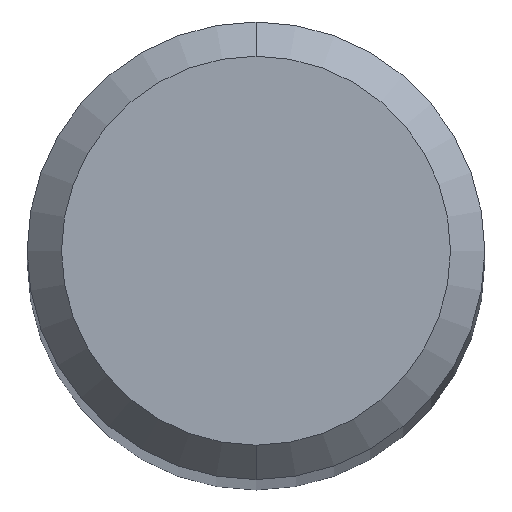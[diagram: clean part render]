
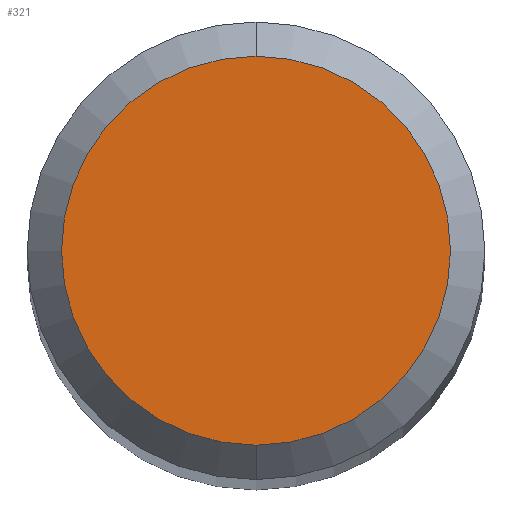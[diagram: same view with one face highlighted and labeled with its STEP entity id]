
A CAD part, top view. The second image highlights one B-rep face of the part: STEP entity #321.
In plain terms, the highlighted planar face has unit normal (0, 0, 1).
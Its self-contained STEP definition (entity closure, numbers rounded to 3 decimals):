
#205=VERTEX_POINT('',#513);
#213=EDGE_CURVE('',#205,#259,#521,.T.);
#259=VERTEX_POINT('',#570);
#321=ADVANCED_FACE('',(#642),#643,.T.);
#447=EDGE_CURVE('',#259,#205,#782,.T.);
#513=CARTESIAN_POINT('',(0.0,1.7,0.0));
#521=CIRCLE('',#883,1.7);
#570=CARTESIAN_POINT('',(0.,-1.7,0.0));
#642=FACE_OUTER_BOUND('',#1093,.T.);
#643=PLANE('',#1094);
#782=CIRCLE('',#1417,1.7);
#883=AXIS2_PLACEMENT_3D('',#1470,#1471,#1472);
#1093=EDGE_LOOP('',(#1625,#1626));
#1094=AXIS2_PLACEMENT_3D('',#1627,#1628,#1629);
#1417=AXIS2_PLACEMENT_3D('',#1781,#1782,#1783);
#1470=CARTESIAN_POINT('',(0.0,0.0,0.0));
#1471=DIRECTION('',(0.0,0.0,-1.0));
#1472=DIRECTION('',(0.0,1.0,0.0));
#1625=ORIENTED_EDGE('',*,*,#213,.F.);
#1626=ORIENTED_EDGE('',*,*,#447,.F.);
#1627=CARTESIAN_POINT('',(0.0,0.85,0.0));
#1628=DIRECTION('',(-0.0,0.0,1.0));
#1629=DIRECTION('',(0.0,-1.0,0.0));
#1781=CARTESIAN_POINT('',(0.0,0.0,0.0));
#1782=DIRECTION('',(0.0,0.0,-1.0));
#1783=DIRECTION('',(0.0,1.0,0.0));
